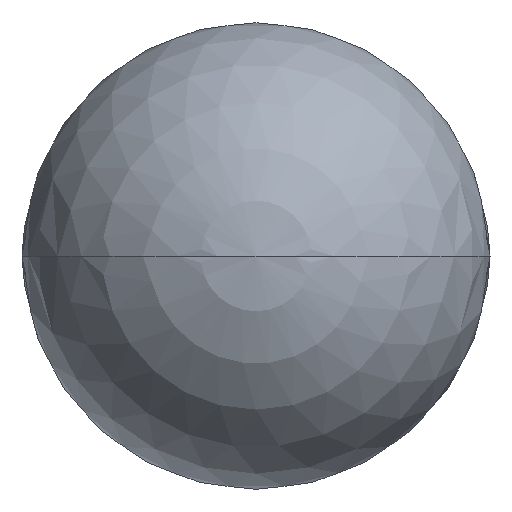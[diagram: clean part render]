
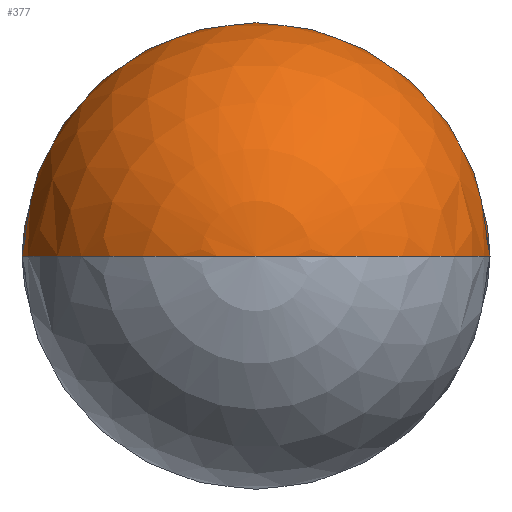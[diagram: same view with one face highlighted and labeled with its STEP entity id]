
A CAD part, front view. The second image highlights one B-rep face of the part: STEP entity #377.
In plain terms, the highlighted spherical face has radius 2.5 mm.
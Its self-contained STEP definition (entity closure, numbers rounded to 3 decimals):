
#109=CARTESIAN_POINT('',(0.,-66.677,0.));
#110=DIRECTION('',(0.,1.,0.));
#111=DIRECTION('',(-1.,0.,0.));
#112=AXIS2_PLACEMENT_3D('',#109,#110,#111);
#114=CARTESIAN_POINT('',(0.,-69.078,0.));
#115=DIRECTION('',(0.,0.,1.));
#116=DIRECTION('',(-0.278,0.961,0.));
#117=AXIS2_PLACEMENT_3D('',#114,#115,#116);
#119=CARTESIAN_POINT('',(0.,-69.078,0.));
#120=DIRECTION('',(0.,0.,-1.));
#121=DIRECTION('',(0.278,0.961,0.));
#122=AXIS2_PLACEMENT_3D('',#119,#120,#121);
#181=CARTESIAN_POINT('',(-0.695,-66.677,0.));
#182=CARTESIAN_POINT('',(0.,-71.578,0.));
#183=VERTEX_POINT('',#181);
#184=VERTEX_POINT('',#182);
#187=CARTESIAN_POINT('',(0.695,-66.677,0.));
#188=VERTEX_POINT('',#187);
#365=CARTESIAN_POINT('',(0.,-69.078,0.));
#366=DIRECTION('',(0.,1.,0.));
#367=DIRECTION('',(1.,0.,0.));
#368=AXIS2_PLACEMENT_3D('',#365,#366,#367);
#369=SPHERICAL_SURFACE('',#368,2.5);
#371=ORIENTED_EDGE('',*,*,#370,.F.);
#372=ORIENTED_EDGE('',*,*,#344,.T.);
#374=ORIENTED_EDGE('',*,*,#373,.T.);
#375=EDGE_LOOP('',(#371,#372,#374));
#376=FACE_OUTER_BOUND('',#375,.F.);
#377=ADVANCED_FACE('',(#376),#369,.T.);
#113=CIRCLE('',#112,0.695);
#118=CIRCLE('',#117,2.5);
#123=CIRCLE('',#122,2.5);
#344=EDGE_CURVE('',#183,#188,#113,.T.);
#370=EDGE_CURVE('',#183,#184,#118,.T.);
#373=EDGE_CURVE('',#188,#184,#123,.T.);
